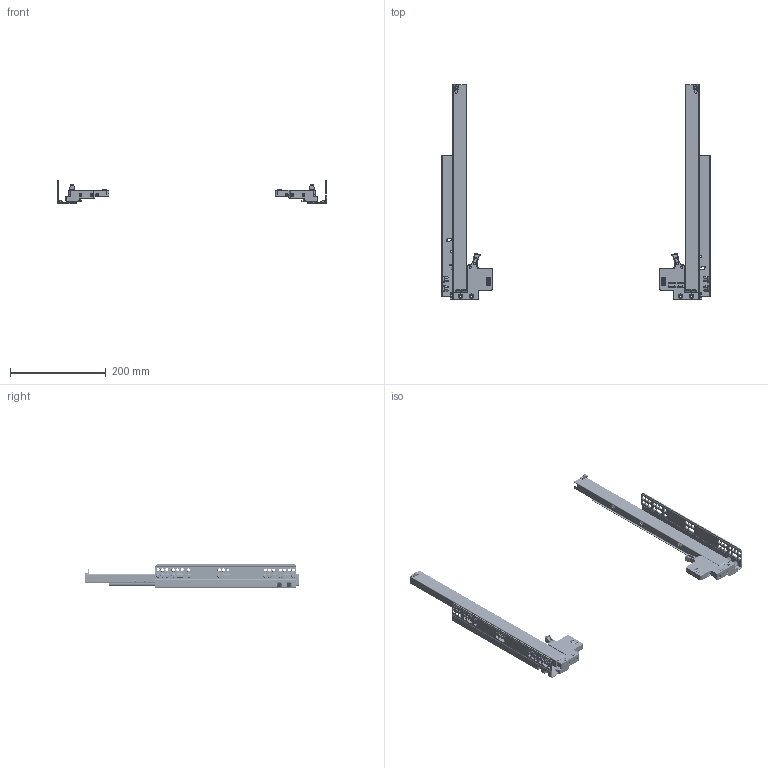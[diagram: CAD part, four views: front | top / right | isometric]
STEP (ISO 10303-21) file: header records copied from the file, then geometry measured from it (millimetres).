
FILE_DESCRIPTION(/* description */ ('STEP AP203'),/* implementation_level */ '2;1');
FILE_NAME(/* name */ 'PB-2IN1-3D0SHX18-450-PRO.stp',/* time_stamp */ '2022-12-28T14:55:56+01:00',/* author */ ('tomaszw'),/* organization */ (''),/* preprocessor_version */ 'ST-DEVELOPER v19.2',/* originating_system */ 'Autodesk Inventor 2023',/* authorisation */ '');
FILE_SCHEMA (('AUTOMOTIVE_DESIGN { 1 0 10303 214 3 1 1 }'));
Products named in the file (28): ³éÌë¿î3DÍ¼µµ; YJS450; YS45001LÏÂ¹ì×ó; YS45002LÖÐ¹ì×ó; YS45003LÉÏ¹ì×ó; YSSJ01ÉÏÖé¼Ü; YSZ01ÉÏÖé¼Ü; YSXZL05Öé×Ó; YSXZL04ÂÖ×Ó; YSBZ01L²¦Õë×ó; YS45001RÏÂ¹ìÓÒ; YS45003RÉÏ¹ìÓÒ; YS45002RÖÐ¹ìÓÒ; YJHG01ºó¹³; YSWT01L2; YSWT01Lµ××ù×ó; YSWT02LËÜÁÏ¿Û×ó; YSWT06Ñ¹»É; YSWT07°ÑÊÖÃ­¶¤; YSWT01L2_MIR; YSWT01Lµ××ù×ó_MIR; YSWT02LËÜÁÏ¿Û×ó_MIR; YSWT06Ñ¹»É_MIR; YSWT07°ÑÊÖÃ­¶¤_MIR; YSWT03µ÷½ÚÂÝÄ¸_MIR; YSWT04Lµ÷½Ú¿é×ó_MIR; YSWT05°ÑÊÖ¸Ç_MIR; Á¬½ÓÇÅ·½°¸
Assembly tree (36 placements, depth 4):
  ³éÌë¿î3DÍ¼µµ
    YJS450
      YS45001LÏÂ¹ì×ó
      YS45002LÖÐ¹ì×ó
      YS45003LÉÏ¹ì×ó
      YJHG01ºó¹³  x2
      YSSJ01ÉÏÖé¼Ü  x2
        YSZ01ÉÏÖé¼Ü
        YSXZL05Öé×Ó
        YSXZL04ÂÖ×Ó
      YSBZ01L²¦Õë×ó
      YS45001RÏÂ¹ìÓÒ
      YS45003RÉÏ¹ìÓÒ
      YS45002RÖÐ¹ìÓÒ
      YSWT01L2
        YSWT01Lµ××ù×ó
        YSWT02LËÜÁÏ¿Û×ó
        YSWT06Ñ¹»É
        YSWT07°ÑÊÖÃ­¶¤
      YSWT01L2_MIR
        YSWT01Lµ××ù×ó_MIR
        YSWT02LËÜÁÏ¿Û×ó_MIR
        YSWT06Ñ¹»É_MIR
        YSWT07°ÑÊÖÃ­¶¤_MIR
        YSWT03µ÷½ÚÂÝÄ¸_MIR
        YSWT04Lµ÷½Ú¿é×ó_MIR
        YSWT05°ÑÊÖ¸Ç_MIR
    Á¬½ÓÇÅ·½°¸
Bounding box: 564 x 448.5 x 48.15 mm (x, y, z)
Volume: 324719.1 mm3; surface area: 401203.4 mm2
Topology: 44 solids, 56 shells, 6052 faces, 15518 edges, 9619 vertices
Faces by surface type: cylinder 2433, plane 2158, torus 716, bspline 510, cone 164, sphere 71
Full cylindrical faces by diameter (mm): 1.3 x5, 2.5 x3, 2.55 x12, 3 x2, 4 x8, 4.1 x4, 5.2 x2, 5.55 x6, 6.3 x56, 7.6 x2, 8.8 x4, 11 x2
Entity records: 191253 total; most frequent: CARTESIAN_POINT 57464, DIRECTION 29103, ORIENTED_EDGE 27490, EDGE_CURVE 13745, AXIS2_PLACEMENT_3D 10965, VERTEX_POINT 8538, LINE 7173, VECTOR 7173
